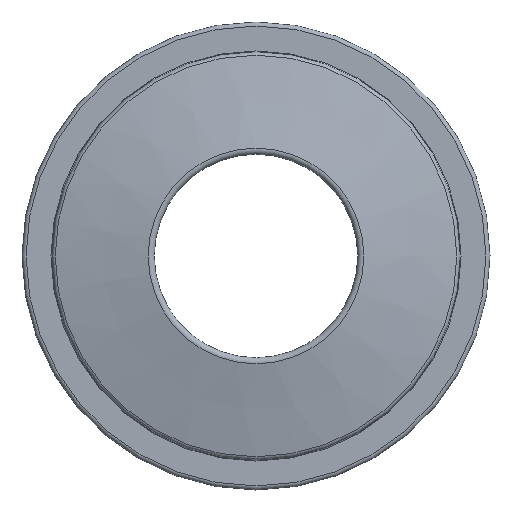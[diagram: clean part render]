
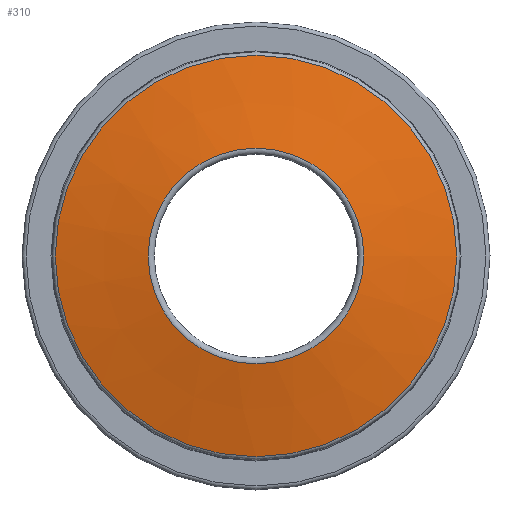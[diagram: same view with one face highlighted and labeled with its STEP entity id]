
A CAD part, front view. The second image highlights one B-rep face of the part: STEP entity #310.
In plain terms, the highlighted conical face has half-angle 78.109 degrees and reference radius 15.168 mm.
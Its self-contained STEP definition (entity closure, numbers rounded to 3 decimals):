
#22=CONICAL_SURFACE('',#380,15.168,1.363);
#45=FACE_OUTER_BOUND('',#65,.T.);
#65=EDGE_LOOP('',(#268,#269,#270,#271,#272,#273));
#76=LINE('',#593,#85);
#85=VECTOR('',#493,15.168);
#113=CIRCLE('',#377,19.732);
#115=CIRCLE('',#379,19.732);
#116=CIRCLE('',#381,10.603);
#117=CIRCLE('',#382,10.603);
#146=VERTEX_POINT('',#583);
#147=VERTEX_POINT('',#584);
#148=VERTEX_POINT('',#589);
#149=VERTEX_POINT('',#590);
#187=EDGE_CURVE('',#146,#147,#113,.T.);
#189=EDGE_CURVE('',#147,#146,#115,.T.);
#190=EDGE_CURVE('',#148,#149,#116,.T.);
#191=EDGE_CURVE('',#149,#148,#117,.T.);
#192=EDGE_CURVE('',#149,#147,#76,.T.);
#268=ORIENTED_EDGE('',*,*,#190,.F.);
#269=ORIENTED_EDGE('',*,*,#191,.F.);
#270=ORIENTED_EDGE('',*,*,#192,.T.);
#271=ORIENTED_EDGE('',*,*,#189,.T.);
#272=ORIENTED_EDGE('',*,*,#187,.T.);
#273=ORIENTED_EDGE('',*,*,#192,.F.);
#310=ADVANCED_FACE('',(#45),#22,.T.);
#377=AXIS2_PLACEMENT_3D('',#585,#481,#482);
#379=AXIS2_PLACEMENT_3D('',#587,#485,#486);
#380=AXIS2_PLACEMENT_3D('',#588,#487,#488);
#381=AXIS2_PLACEMENT_3D('',#591,#489,#490);
#382=AXIS2_PLACEMENT_3D('',#592,#491,#492);
#481=DIRECTION('center_axis',(0.,-1.,0.));
#482=DIRECTION('ref_axis',(1.,0.,0.));
#485=DIRECTION('center_axis',(0.,-1.,0.));
#486=DIRECTION('ref_axis',(1.,0.,0.));
#487=DIRECTION('center_axis',(0.,1.,0.));
#488=DIRECTION('ref_axis',(-1.,0.,0.));
#489=DIRECTION('center_axis',(0.,-1.,0.));
#490=DIRECTION('ref_axis',(1.,0.,0.));
#491=DIRECTION('center_axis',(0.,-1.,0.));
#492=DIRECTION('ref_axis',(1.,0.,0.));
#493=DIRECTION('',(0.979,0.206,0.));
#583=CARTESIAN_POINT('',(0.,1.933,19.732));
#584=CARTESIAN_POINT('',(19.732,1.933,0.));
#585=CARTESIAN_POINT('Origin',(0.,1.933,0.));
#587=CARTESIAN_POINT('Origin',(0.,1.933,0.));
#588=CARTESIAN_POINT('Origin',(0.,0.972,0.));
#589=CARTESIAN_POINT('',(0.,0.011,10.603));
#590=CARTESIAN_POINT('',(10.603,0.011,0.));
#591=CARTESIAN_POINT('Origin',(0.,0.011,0.));
#592=CARTESIAN_POINT('Origin',(0.,0.011,0.));
#593=CARTESIAN_POINT('',(15.168,0.972,0.));
